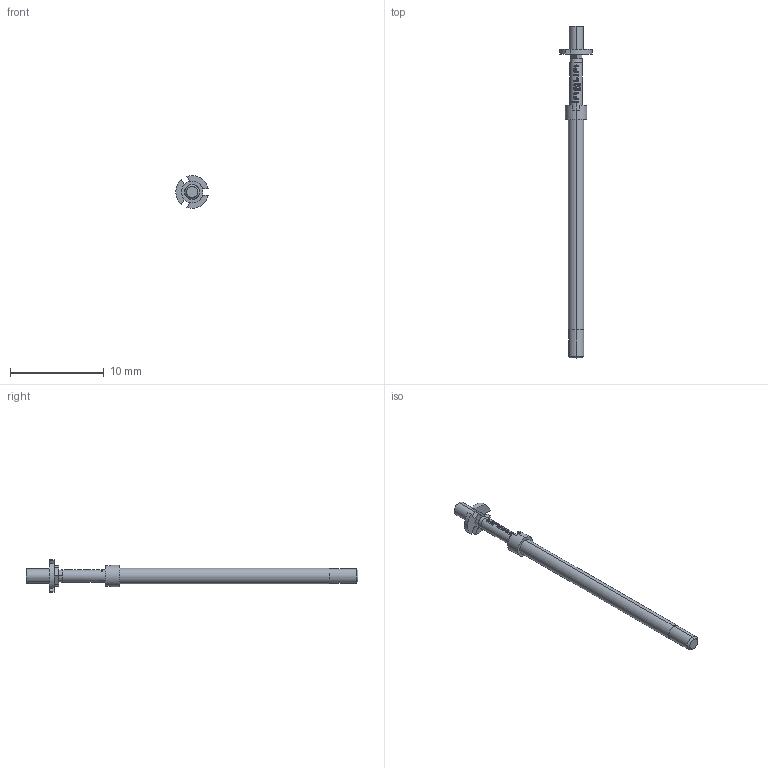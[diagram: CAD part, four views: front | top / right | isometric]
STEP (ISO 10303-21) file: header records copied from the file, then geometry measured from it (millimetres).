
FILE_DESCRIPTION (( 'STEP AP203' ), '1' );
FILE_NAME ('INGUN_T-912_302_150_250_350Axx02M.STEP', '2022-02-09T08:30:41', ( 'ochi' ), ( '' ), 'SwSTEP 2.0', 'SolidWorks 2018', '' );
FILE_SCHEMA (( 'CONFIG_CONTROL_DESIGN' ));
Length unit declared in the file: millimetre
Products named in the file (1): INGUN_T-912_302_150_250_350Axx02M
Bounding box: 3.46 x 35.5 x 3.5 mm (x, y, z)
Volume: 75.6 mm3; surface area: 208.3 mm2
Topology: 1 solids, 1 shells, 132 faces, 371 edges, 245 vertices
Faces by surface type: plane 76, cylinder 27, bspline 22, cone 7
Entity records: 4635 total; most frequent: CARTESIAN_POINT 1281, ORIENTED_EDGE 742, DIRECTION 616, EDGE_CURVE 371, VERTEX_POINT 245, AXIS2_PLACEMENT_3D 224, VECTOR 168, LINE 168
